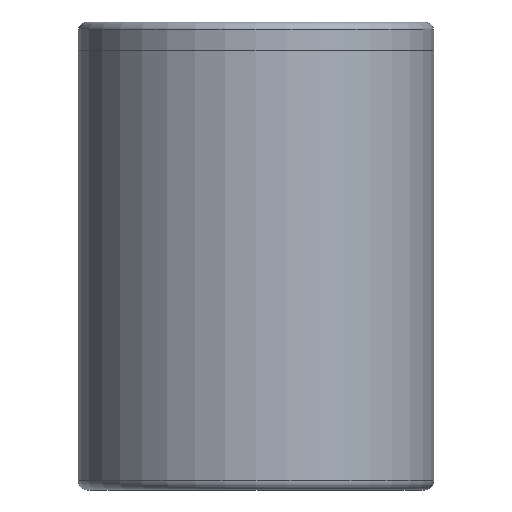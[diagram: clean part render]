
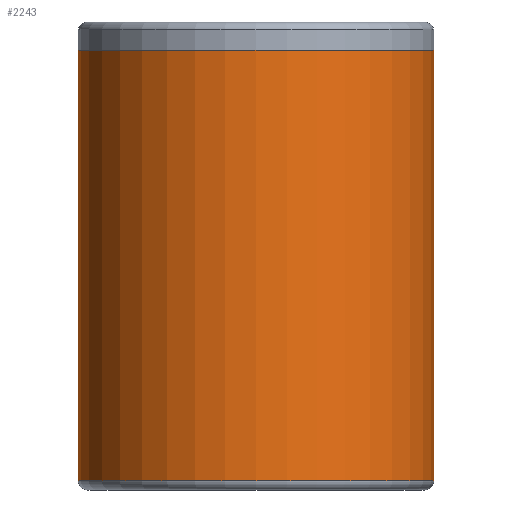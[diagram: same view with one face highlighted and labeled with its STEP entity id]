
A CAD part, front view. The second image highlights one B-rep face of the part: STEP entity #2243.
In plain terms, the highlighted cylindrical face has radius 19 mm (diameter 38 mm), a partial arc.
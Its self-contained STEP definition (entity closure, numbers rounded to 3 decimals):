
#73 = DIRECTION ( 'NONE',  ( -1., 0., 0. ) ) ;
#1339 = VERTEX_POINT ( 'NONE', #11141 ) ;
#1461 = VECTOR ( 'NONE', #13005, 1000. ) ;
#1669 = EDGE_CURVE ( 'NONE', #7246, #11103, #9934, .T. ) ;
#2243 = ADVANCED_FACE ( 'NONE', ( #7184 ), #14037, .T. ) ;
#2709 = VERTEX_POINT ( 'NONE', #6652 ) ;
#2928 = CARTESIAN_POINT ( 'NONE',  ( 19., 0., 50. ) ) ;
#3132 = EDGE_CURVE ( 'NONE', #11103, #2709, #17238, .T. ) ;
#6517 = ORIENTED_EDGE ( 'NONE', *, *, #10069, .T. ) ;
#6652 = CARTESIAN_POINT ( 'NONE',  ( -19., 0., 1. ) ) ;
#7184 = FACE_OUTER_BOUND ( 'NONE', #7632, .T. ) ;
#7246 = VERTEX_POINT ( 'NONE', #11735 ) ;
#7632 = EDGE_LOOP ( 'NONE', ( #14544, #18209, #18729, #6517 ) ) ;
#7738 = AXIS2_PLACEMENT_3D ( 'NONE', #14641, #10352, #73 ) ;
#7946 = CARTESIAN_POINT ( 'NONE',  ( 0., 0., 1. ) ) ;
#8083 = AXIS2_PLACEMENT_3D ( 'NONE', #17435, #8666, #18898 ) ;
#8666 = DIRECTION ( 'NONE',  ( 0., 0., -1. ) ) ;
#9421 = DIRECTION ( 'NONE',  ( 1., 0., 0. ) ) ;
#9934 = CIRCLE ( 'NONE', #8083, 19. ) ;
#10069 = EDGE_CURVE ( 'NONE', #2709, #1339, #15498, .T. ) ;
#10352 = DIRECTION ( 'NONE',  ( 0., 0., -1. ) ) ;
#11103 = VERTEX_POINT ( 'NONE', #15521 ) ;
#11141 = CARTESIAN_POINT ( 'NONE',  ( 19., 0., 1. ) ) ;
#11735 = CARTESIAN_POINT ( 'NONE',  ( 19., 0., 47. ) ) ;
#13005 = DIRECTION ( 'NONE',  ( 0., 0., -1. ) ) ;
#13165 = LINE ( 'NONE', #2928, #1461 ) ;
#13355 = VECTOR ( 'NONE', #18828, 1000. ) ;
#14037 = CYLINDRICAL_SURFACE ( 'NONE', #7738, 19. ) ;
#14544 = ORIENTED_EDGE ( 'NONE', *, *, #14609, .F. ) ;
#14609 = EDGE_CURVE ( 'NONE', #7246, #1339, #13165, .T. ) ;
#14641 = CARTESIAN_POINT ( 'NONE',  ( 0., 0., 50. ) ) ;
#15498 = CIRCLE ( 'NONE', #16961, 19. ) ;
#15521 = CARTESIAN_POINT ( 'NONE',  ( -19., 0., 47. ) ) ;
#16001 = CARTESIAN_POINT ( 'NONE',  ( -19., 0., 50. ) ) ;
#16961 = AXIS2_PLACEMENT_3D ( 'NONE', #7946, #18206, #9421 ) ;
#17238 = LINE ( 'NONE', #16001, #13355 ) ;
#17435 = CARTESIAN_POINT ( 'NONE',  ( 0., 0., 47. ) ) ;
#18206 = DIRECTION ( 'NONE',  ( 0., 0., 1. ) ) ;
#18209 = ORIENTED_EDGE ( 'NONE', *, *, #1669, .T. ) ;
#18729 = ORIENTED_EDGE ( 'NONE', *, *, #3132, .T. ) ;
#18828 = DIRECTION ( 'NONE',  ( 0., 0., -1. ) ) ;
#18898 = DIRECTION ( 'NONE',  ( -1., 0., 0. ) ) ;
